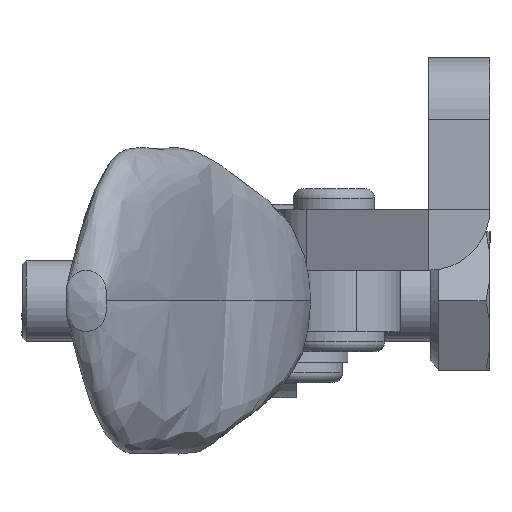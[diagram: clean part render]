
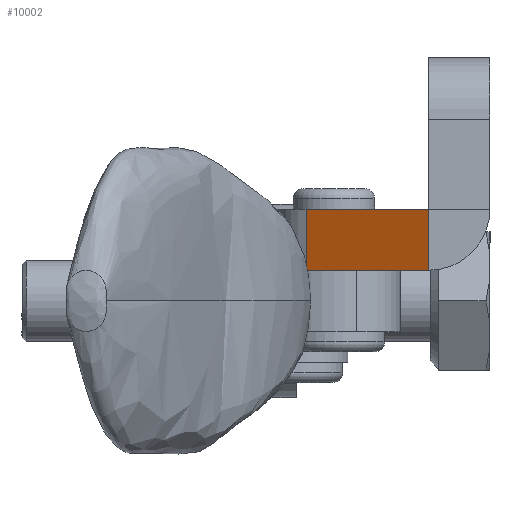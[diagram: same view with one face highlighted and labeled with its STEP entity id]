
A CAD part, left-side view. The second image highlights one B-rep face of the part: STEP entity #10002.
In plain terms, the highlighted planar face has unit normal (-0.875, 0.485, 0).
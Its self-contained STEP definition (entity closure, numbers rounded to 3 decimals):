
#1034 = FACE_OUTER_BOUND ( 'NONE', #14149, .T. ) ;
#2030 = CARTESIAN_POINT ( 'NONE',  ( 0., 0., -3. ) ) ;
#2042 = PLANE ( 'NONE',  #7637 ) ;
#2047 = DIRECTION ( 'NONE',  ( -0.875, 0.485, 0. ) ) ;
#2049 = DIRECTION ( 'NONE',  ( -0.485, -0.875, 0. ) ) ;
#3483 = VERTEX_POINT ( 'NONE', #9589 ) ;
#3503 = VERTEX_POINT ( 'NONE', #9609 ) ;
#3515 = VERTEX_POINT ( 'NONE', #9621 ) ;
#3531 = VERTEX_POINT ( 'NONE', #9637 ) ;
#3675 = ORIENTED_EDGE ( 'NONE', *, *, #4187, .F. ) ;
#3676 = ORIENTED_EDGE ( 'NONE', *, *, #4186, .F. ) ;
#3677 = ORIENTED_EDGE ( 'NONE', *, *, #4183, .T. ) ;
#3678 = ORIENTED_EDGE ( 'NONE', *, *, #4181, .T. ) ;
#4181 = EDGE_CURVE ( 'NONE', #3531, #3503, #14348, .T. ) ;
#4183 = EDGE_CURVE ( 'NONE', #3483, #3531, #14354, .T. ) ;
#4186 = EDGE_CURVE ( 'NONE', #3483, #3515, #14362, .T. ) ;
#4187 = EDGE_CURVE ( 'NONE', #3515, #3503, #14366, .T. ) ;
#7637 = AXIS2_PLACEMENT_3D ( 'NONE', #2030, #2047, #2049 ) ;
#8144 = CARTESIAN_POINT ( 'NONE',  ( 0., 0., -3. ) ) ;
#8145 = DIRECTION ( 'NONE',  ( -0.485, -0.875, 0. ) ) ;
#8150 = CARTESIAN_POINT ( 'NONE',  ( 3.328, 6.004, -3. ) ) ;
#8151 = DIRECTION ( 'NONE',  ( 0., 0., 1. ) ) ;
#8152 = CARTESIAN_POINT ( 'NONE',  ( 0., 0., 0. ) ) ;
#8153 = DIRECTION ( 'NONE',  ( -0.485, -0.875, 0. ) ) ;
#9589 = CARTESIAN_POINT ( 'NONE',  ( 3.328, 6.004, -3. ) ) ;
#9609 = CARTESIAN_POINT ( 'NONE',  ( 0., 0., 0. ) ) ;
#9621 = CARTESIAN_POINT ( 'NONE',  ( 3.328, 6.004, 0. ) ) ;
#9637 = CARTESIAN_POINT ( 'NONE',  ( 0., 0., -3. ) ) ;
#9785 = CARTESIAN_POINT ( 'NONE',  ( 0., 0., -3. ) ) ;
#9794 = DIRECTION ( 'NONE',  ( 0., 0., 1. ) ) ;
#10002 = ADVANCED_FACE ( 'NONE', ( #1034 ), #2042, .T. ) ;
#14149 = EDGE_LOOP ( 'NONE', ( #3675, #3676, #3677, #3678 ) ) ;
#14348 = LINE ( 'NONE', #9785, #14352 ) ;
#14352 = VECTOR ( 'NONE', #9794, 1000. ) ;
#14354 = LINE ( 'NONE', #8144, #14356 ) ;
#14356 = VECTOR ( 'NONE', #8145, 1000. ) ;
#14362 = LINE ( 'NONE', #8150, #14368 ) ;
#14366 = LINE ( 'NONE', #8152, #14372 ) ;
#14368 = VECTOR ( 'NONE', #8151, 1000. ) ;
#14372 = VECTOR ( 'NONE', #8153, 1000. ) ;
